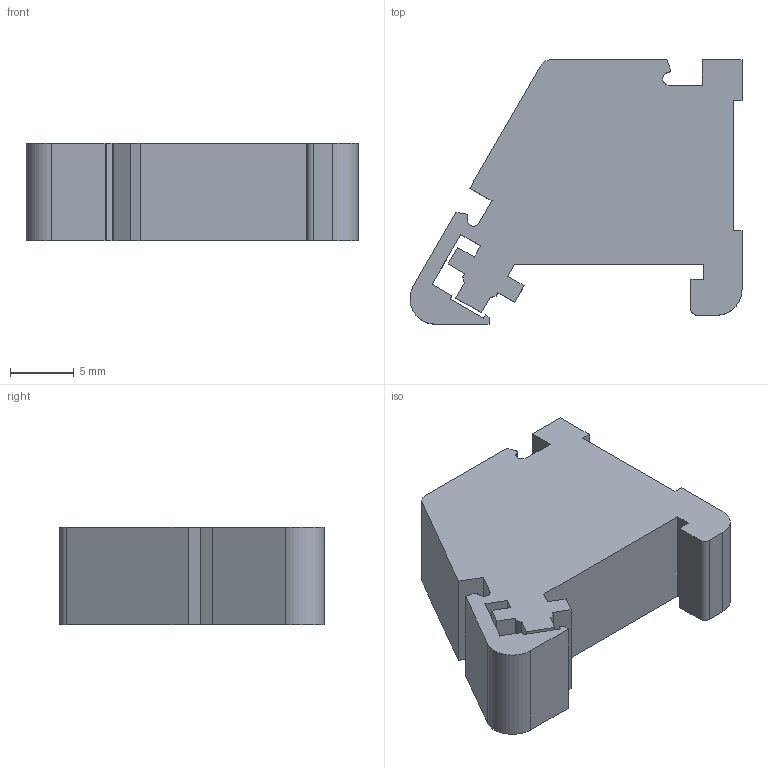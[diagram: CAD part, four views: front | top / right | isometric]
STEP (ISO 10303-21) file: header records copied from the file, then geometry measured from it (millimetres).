
FILE_DESCRIPTION((''),'2;1');
FILE_NAME('TH15-D','2023-10-25T',('dell'),(''),'PRO/ENGINEER BY PARAMETRIC TECHNOLOGY CORPORATION, 2013230','PRO/ENGINEER BY PARAMETRIC TECHNOLOGY CORPORATION, 2013230','');
FILE_SCHEMA(('AUTOMOTIVE_DESIGN { 1 0 10303 214 1 1 1 1 }'));
Length unit declared in the file: millimetre
Products named in the file (1): TH15-D
Bounding box: 25.98 x 20.7 x 7.6 mm (x, y, z)
Volume: 2607.5 mm3; surface area: 1655.7 mm2
Topology: 1 solids, 1 shells, 56 faces, 162 edges, 108 vertices
Faces by surface type: plane 48, cylinder 8
Entity records: 1893 total; most frequent: CARTESIAN_POINT 328, ORIENTED_EDGE 324, DIRECTION 290, EDGE_CURVE 162, VECTOR 146, LINE 146, VERTEX_POINT 108, AXIS2_PLACEMENT_3D 72
